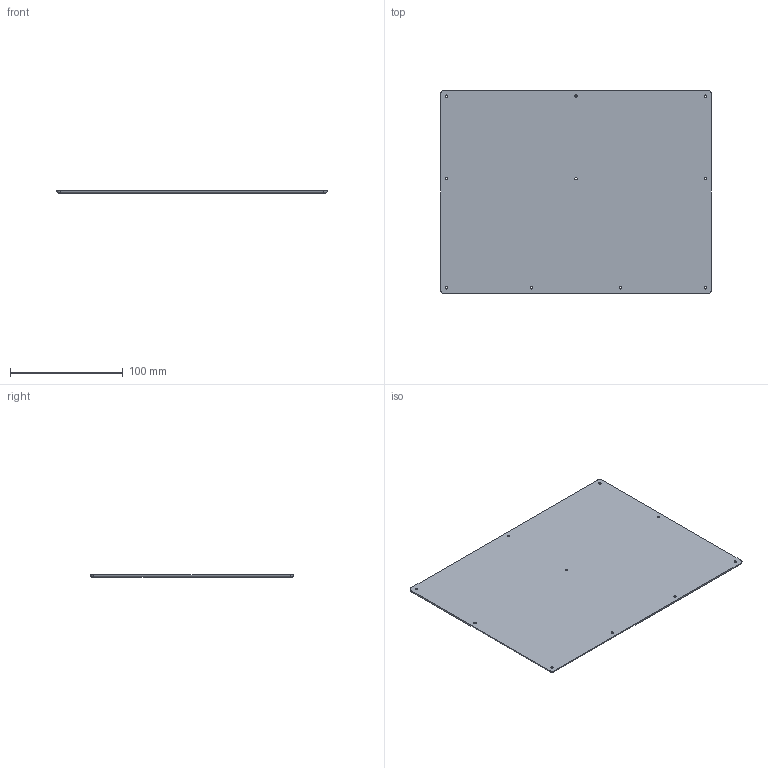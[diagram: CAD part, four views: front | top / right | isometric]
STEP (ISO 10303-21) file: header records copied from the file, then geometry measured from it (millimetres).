
FILE_DESCRIPTION(/* description */ ('STEP AP242','CAx-IF Rec.Pracs.---Representation and Presentation of Product Manufacturing Information (PMI)---4.0---2014-10-13','CAx-IF Rec.Pracs.---3D Tessellated Geometry---0.4---2014-09-14','2;1'),/* implementation_level */ '2;1');
FILE_NAME(/* name */ '687c5a5ca22ffa4264fdf802',/* time_stamp */ '2025-07-20T02:54:21Z',/* author */ (''),/* organization */ (''),/* preprocessor_version */ 'ST-DEVELOPER v20',/* originating_system */ 'ONSHAPE BY PTC INC, 1.201',/* authorisation */ ' ');
FILE_SCHEMA (('AP242_MANAGED_MODEL_BASED_3D_ENGINEERING_MIM_LF { 1 0 10303 442 1 1 4 }'));
Length unit declared in the file: metre
Products named in the file (1): Cover Bottom
Bounding box: 240 x 180 x 2.5 mm (x, y, z)
Volume: 106616.6 mm3; surface area: 87639.8 mm2
Topology: 1 solids, 1 shells, 34 faces, 113 edges, 72 vertices
Faces by surface type: cylinder 14, cone 10, plane 6, torus 4
Full cylindrical faces by diameter (mm): 2.15 x10
Entity records: 1154 total; most frequent: CARTESIAN_POINT 234, DIRECTION 191, ORIENTED_EDGE 168, AXIS2_PLACEMENT_3D 85, EDGE_CURVE 84, EDGE_LOOP 65, FACE_BOUND 65, VERTEX_POINT 63
